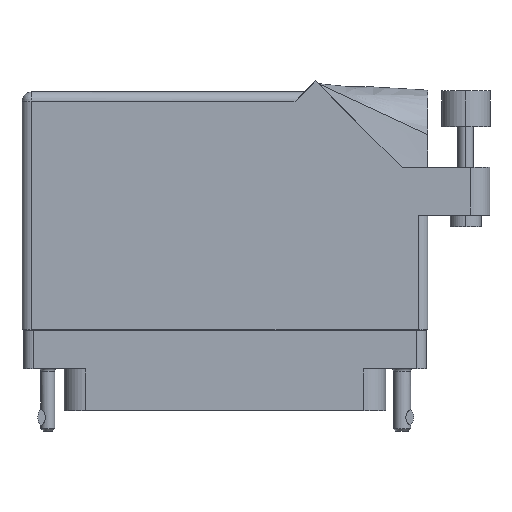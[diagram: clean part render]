
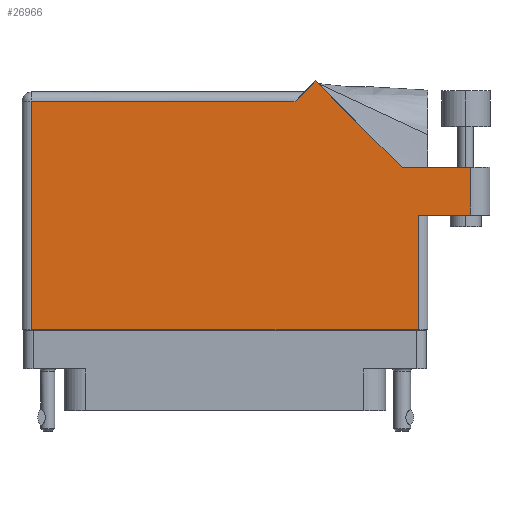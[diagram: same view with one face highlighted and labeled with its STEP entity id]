
A CAD part, front view. The second image highlights one B-rep face of the part: STEP entity #26966.
In plain terms, the highlighted face is planar.
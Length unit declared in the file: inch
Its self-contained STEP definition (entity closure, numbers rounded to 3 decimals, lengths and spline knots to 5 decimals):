
#486 = EDGE_CURVE ( 'NONE', #38106, #25194, #55970, .T. ) ;
#2901 = LINE ( 'NONE', #15671, #34265 ) ;
#3090 = PLANE ( 'NONE',  #11267 ) ;
#5251 = CARTESIAN_POINT ( 'NONE',  ( 1.14042, 0.944, 0.455 ) ) ;
#5341 = VERTEX_POINT ( 'NONE', #41466 ) ;
#7728 = CARTESIAN_POINT ( 'NONE',  ( 1.581, 0.637, 0.455 ) ) ;
#7969 = LINE ( 'NONE', #55713, #53774 ) ;
#8022 = EDGE_LOOP ( 'NONE', ( #44708, #36715, #42254, #13426, #35889, #25152, #37888, #12475, #48534 ) ) ;
#8280 = LINE ( 'NONE', #54385, #28074 ) ;
#10506 = CARTESIAN_POINT ( 'NONE',  ( 1.581, 0.944, 0.455 ) ) ;
#11267 = AXIS2_PLACEMENT_3D ( 'NONE', #16203, #29401, #38204 ) ;
#12475 = ORIENTED_EDGE ( 'NONE', *, *, #41144, .T. ) ;
#13426 = ORIENTED_EDGE ( 'NONE', *, *, #33892, .T. ) ;
#14301 = LINE ( 'NONE', #33007, #25246 ) ;
#15671 = CARTESIAN_POINT ( 'NONE',  ( -1.306, 1.368, 0.455 ) ) ;
#15714 = VERTEX_POINT ( 'NONE', #33242 ) ;
#15724 = EDGE_CURVE ( 'NONE', #23286, #32228, #2901, .T. ) ;
#15908 = VECTOR ( 'NONE', #40167, 39.37008 ) ;
#16203 = CARTESIAN_POINT ( 'NONE',  ( -1.306, 1.43, 0.455 ) ) ;
#20085 = VERTEX_POINT ( 'NONE', #22105 ) ;
#20781 = DIRECTION ( 'NONE',  ( -1., 0., 0. ) ) ;
#22105 = CARTESIAN_POINT ( 'NONE',  ( 1.14042, 0.944, 0.455 ) ) ;
#22173 = CARTESIAN_POINT ( 'NONE',  ( -1.244, -0.1, 0.455 ) ) ;
#23100 = DIRECTION ( 'NONE',  ( 0., 1., 0. ) ) ;
#23286 = VERTEX_POINT ( 'NONE', #26692 ) ;
#24381 = CARTESIAN_POINT ( 'NONE',  ( 1.244, 0.637, 0.455 ) ) ;
#25152 = ORIENTED_EDGE ( 'NONE', *, *, #15724, .T. ) ;
#25158 = DIRECTION ( 'NONE',  ( 0., 1., 0. ) ) ;
#25194 = VERTEX_POINT ( 'NONE', #36923 ) ;
#25246 = VECTOR ( 'NONE', #28996, 39.37008 ) ;
#26692 = CARTESIAN_POINT ( 'NONE',  ( 0.451, 1.368, 0.455 ) ) ;
#26966 = ADVANCED_FACE ( 'NONE', ( #53075 ), #3090, .F. ) ;
#27247 = VECTOR ( 'NONE', #25158, 39.37008 ) ;
#28074 = VECTOR ( 'NONE', #45379, 39.37008 ) ;
#28179 = DIRECTION ( 'NONE',  ( 1., 0., 0. ) ) ;
#28996 = DIRECTION ( 'NONE',  ( -0.707, -0.707, 0. ) ) ;
#29091 = VECTOR ( 'NONE', #30207, 39.37008 ) ;
#29401 = DIRECTION ( 'NONE',  ( 0., 0., -1. ) ) ;
#30207 = DIRECTION ( 'NONE',  ( 0., -1., 0. ) ) ;
#30463 = EDGE_CURVE ( 'NONE', #51022, #38106, #8280, .T. ) ;
#32228 = VERTEX_POINT ( 'NONE', #55653 ) ;
#33007 = CARTESIAN_POINT ( 'NONE',  ( 0.513, 1.43, 0.455 ) ) ;
#33242 = CARTESIAN_POINT ( 'NONE',  ( 0.58371, 1.50071, 0.455 ) ) ;
#33892 = EDGE_CURVE ( 'NONE', #20085, #15714, #50792, .T. ) ;
#34265 = VECTOR ( 'NONE', #37276, 39.37008 ) ;
#35047 = CARTESIAN_POINT ( 'NONE',  ( -1.244, -0.1, 0.455 ) ) ;
#35889 = ORIENTED_EDGE ( 'NONE', *, *, #36084, .T. ) ;
#36084 = EDGE_CURVE ( 'NONE', #15714, #23286, #14301, .T. ) ;
#36244 = EDGE_CURVE ( 'NONE', #25194, #20085, #41591, .T. ) ;
#36715 = ORIENTED_EDGE ( 'NONE', *, *, #486, .T. ) ;
#36759 = EDGE_CURVE ( 'NONE', #5341, #51022, #43624, .T. ) ;
#36923 = CARTESIAN_POINT ( 'NONE',  ( 1.581, 0.944, 0.455 ) ) ;
#37276 = DIRECTION ( 'NONE',  ( -1., 0., 0. ) ) ;
#37888 = ORIENTED_EDGE ( 'NONE', *, *, #49053, .T. ) ;
#38106 = VERTEX_POINT ( 'NONE', #7728 ) ;
#38204 = DIRECTION ( 'NONE',  ( -1., 0., 0. ) ) ;
#40167 = DIRECTION ( 'NONE',  ( -0.707, 0.707, 0. ) ) ;
#41144 = EDGE_CURVE ( 'NONE', #44786, #5341, #7969, .T. ) ;
#41466 = CARTESIAN_POINT ( 'NONE',  ( 1.244, -0.1, 0.455 ) ) ;
#41591 = LINE ( 'NONE', #51559, #43671 ) ;
#42254 = ORIENTED_EDGE ( 'NONE', *, *, #36244, .T. ) ;
#43624 = LINE ( 'NONE', #51337, #27247 ) ;
#43671 = VECTOR ( 'NONE', #20781, 39.37008 ) ;
#44708 = ORIENTED_EDGE ( 'NONE', *, *, #30463, .T. ) ;
#44786 = VERTEX_POINT ( 'NONE', #35047 ) ;
#45379 = DIRECTION ( 'NONE',  ( 1., 0., 0. ) ) ;
#47690 = VECTOR ( 'NONE', #23100, 39.37008 ) ;
#48534 = ORIENTED_EDGE ( 'NONE', *, *, #36759, .T. ) ;
#49053 = EDGE_CURVE ( 'NONE', #32228, #44786, #50960, .T. ) ;
#50792 = LINE ( 'NONE', #5251, #15908 ) ;
#50960 = LINE ( 'NONE', #22173, #29091 ) ;
#51022 = VERTEX_POINT ( 'NONE', #24381 ) ;
#51337 = CARTESIAN_POINT ( 'NONE',  ( 1.244, 0.637, 0.455 ) ) ;
#51559 = CARTESIAN_POINT ( 'NONE',  ( 1.706, 0.944, 0.455 ) ) ;
#53075 = FACE_OUTER_BOUND ( 'NONE', #8022, .T. ) ;
#53774 = VECTOR ( 'NONE', #28179, 39.37008 ) ;
#54385 = CARTESIAN_POINT ( 'NONE',  ( 1.306, 0.637, 0.455 ) ) ;
#55653 = CARTESIAN_POINT ( 'NONE',  ( -1.244, 1.368, 0.455 ) ) ;
#55713 = CARTESIAN_POINT ( 'NONE',  ( -1.306, -0.1, 0.455 ) ) ;
#55970 = LINE ( 'NONE', #10506, #47690 ) ;
